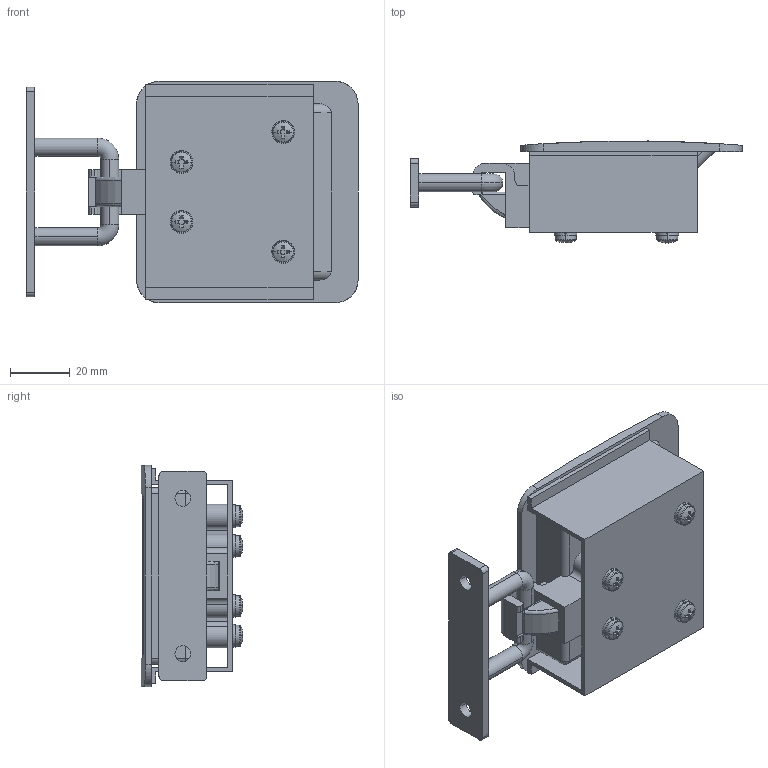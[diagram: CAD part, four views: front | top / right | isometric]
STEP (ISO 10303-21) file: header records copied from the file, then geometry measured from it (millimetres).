
FILE_DESCRIPTION (( 'STEP AP203' ), '1' );
FILE_NAME ('sone3D.STEP', '2014-02-05T02:31:56', ( '' ), ( '' ), 'SwSTEP 2.0', 'SolidWorks 2012', '' );
FILE_SCHEMA (( 'CONFIG_CONTROL_DESIGN' ));
Length unit declared in the file: millimetre
Products named in the file (10): A-252本体; sone3D; A-252-1儘乕僞乕__#400乮A-252-1乯; A-252十字穴付なべねじ(SW付)M4_M4×8; A-252シャフト_; A-252押え蓋; A-252取付け板_; A-252ストライカ_; A-252ラッチ_; A-252僴儞僪儖_A-252-1_
Assembly tree (12 placements, depth 2):
  sone3D
    A-252本体
    A-252僴儞僪儖_A-252-1_
    A-252ラッチ_
    A-252ストライカ_
    A-252取付け板_
    A-252押え蓋
    A-252シャフト_
    A-252十字穴付なべねじ(SW付)M4_M4×8  x4
    A-252-1儘乕僞乕__#400乮A-252-1乯
Bounding box: 111 x 34.02 x 74 mm (x, y, z)
Volume: 56997.4 mm3; surface area: 53010.7 mm2
Topology: 12 solids, 12 shells, 495 faces, 1278 edges, 812 vertices
Faces by surface type: plane 220, cylinder 215, torus 38, sphere 16, bspline 6
Entity records: 13190 total; most frequent: CARTESIAN_POINT 2501, DIRECTION 2122, ORIENTED_EDGE 1948, EDGE_CURVE 974, AXIS2_PLACEMENT_3D 803, VERTEX_POINT 618, VECTOR 516, LINE 516
